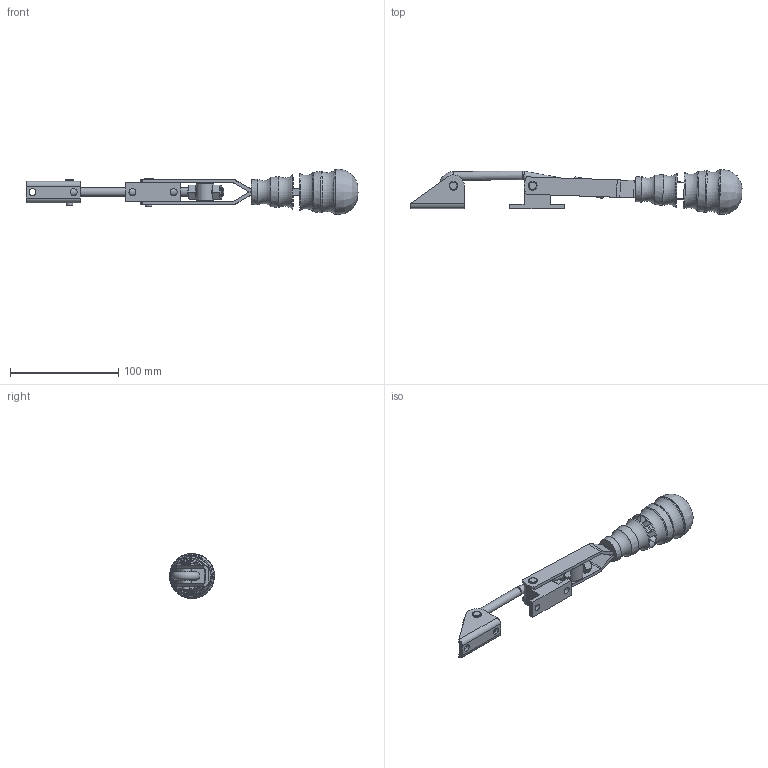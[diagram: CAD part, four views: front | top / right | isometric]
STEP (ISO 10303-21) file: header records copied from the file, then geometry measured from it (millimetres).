
FILE_DESCRIPTION(/* description */ (''),/* implementation_level */ '2;1');
FILE_NAME(/* name */ '410B.stp',/* time_stamp */ '2024-01-18T10:25:08+01:00',/* author */ ('dusan.cotek'),/* organization */ ('No Organization specified'),/* preprocessor_version */ 'ST-DEVELOPER v20',/* originating_system */ 'Autodesk Inventor 2024',/* authorisation */ '');
FILE_SCHEMA (('AUTOMOTIVE_DESIGN { 1 0 10303 214 3 1 1 }'));
Length unit declared in the file: millimetre
Products named in the file (1): 410B
Bounding box: 306.18 x 41.63 x 41.75 mm (x, y, z)
Surface area: 36691.3 mm2 (no closed solid volume)
Topology: 0 solids, 161 shells, 161 faces, 671 edges, 623 vertices
Faces by surface type: plane 70, cone 39, cylinder 38, torus 13, bspline 1
Full cylindrical faces by diameter (mm): 4.2 x2, 6 x2, 6.4 x4, 8 x7, 8.3 x1, 10 x1, 16 x1
Entity records: 11316 total; most frequent: CARTESIAN_POINT 5577, DIRECTION 1126, ORIENTED_EDGE 716, EDGE_CURVE 668, VERTEX_POINT 623, AXIS2_PLACEMENT_3D 415, LINE 296, VECTOR 296
